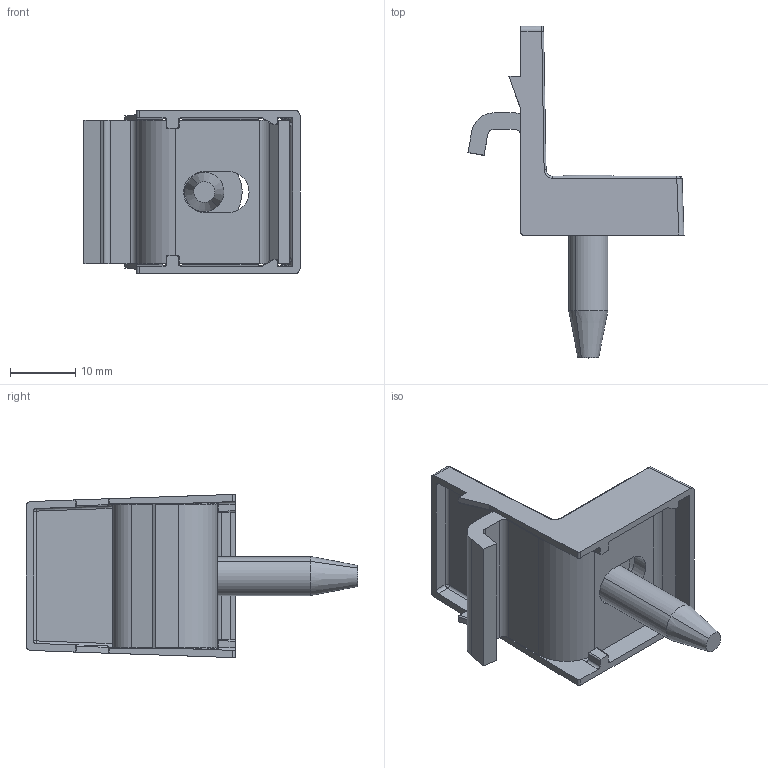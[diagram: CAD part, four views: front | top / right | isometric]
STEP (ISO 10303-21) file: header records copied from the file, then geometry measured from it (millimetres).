
FILE_DESCRIPTION (( 'STEP AP214' ), '1' );
FILE_NAME ('093WT401N08S.STEP', '2015-11-26T08:44:14', ( '' ), ( '' ), 'SwSTEP 2.0', 'SolidWorks 2015', '' );
FILE_SCHEMA (( 'AUTOMOTIVE_DESIGN' ));
Length unit declared in the file: millimetre
Products named in the file (4): 093WT401N08SR02; 340ME506; 093WT401N08SR01_093WT401N08SR01; 093WT401N08S
Assembly tree (3 placements, depth 2):
  093WT401N08S
    093WT401N08SR01_093WT401N08SR01
    340ME506
    093WT401N08SR02
Bounding box: 33.07 x 50.8 x 25 mm (x, y, z)
Volume: 5165.1 mm3; surface area: 6760 mm2
Topology: 3 solids, 3 shells, 375 faces, 992 edges, 605 vertices
Faces by surface type: cylinder 152, plane 115, torus 56, bspline 40, cone 8, sphere 4
Entity records: 12491 total; most frequent: CARTESIAN_POINT 3584, ORIENTED_EDGE 1960, DIRECTION 1775, EDGE_CURVE 980, AXIS2_PLACEMENT_3D 654, VERTEX_POINT 605, VECTOR 467, LINE 467
